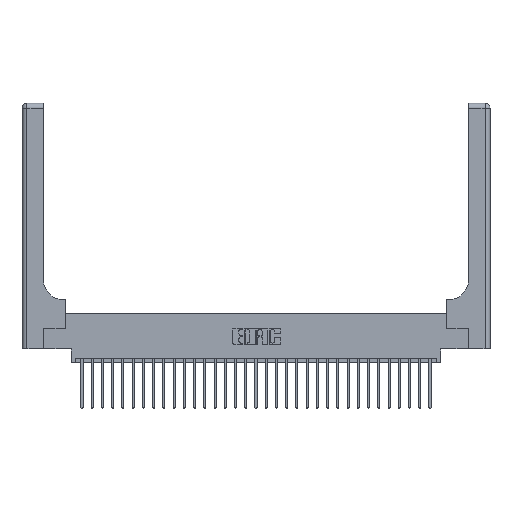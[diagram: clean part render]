
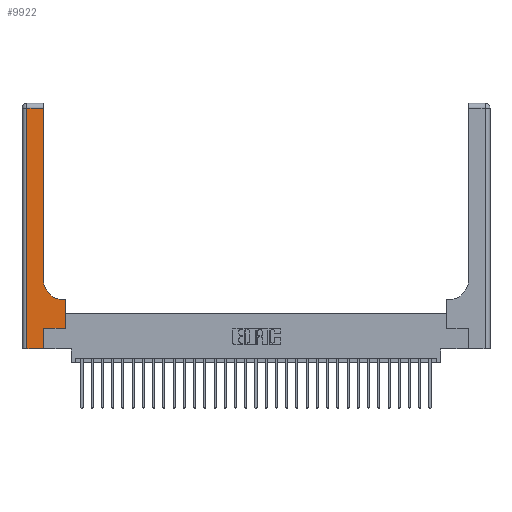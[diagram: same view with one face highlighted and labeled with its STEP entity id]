
A CAD part, top view. The second image highlights one B-rep face of the part: STEP entity #9922.
In plain terms, the highlighted planar face has unit normal (0, 0, 1).
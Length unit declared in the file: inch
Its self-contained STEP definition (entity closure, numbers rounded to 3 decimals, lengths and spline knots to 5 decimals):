
#74 = ORIENTED_EDGE ( 'NONE', *, *, #16849, .T. ) ;
#1414 = EDGE_CURVE ( 'NONE', #23312, #23376, #13982, .T. ) ;
#1668 = VECTOR ( 'NONE', #11809, 39.37008 ) ;
#1979 = VERTEX_POINT ( 'NONE', #19784 ) ;
#2968 = VECTOR ( 'NONE', #6579, 39.37008 ) ;
#3160 = EDGE_CURVE ( 'NONE', #21857, #1979, #13026, .T. ) ;
#4195 = ORIENTED_EDGE ( 'NONE', *, *, #3160, .T. ) ;
#4458 = VERTEX_POINT ( 'NONE', #8583 ) ;
#4630 = CARTESIAN_POINT ( 'NONE',  ( 0.265, 0., 0.37 ) ) ;
#4751 = AXIS2_PLACEMENT_3D ( 'NONE', #11799, #5048, #23769 ) ;
#4863 = VECTOR ( 'NONE', #13883, 39.37008 ) ;
#4953 = EDGE_CURVE ( 'NONE', #14792, #21111, #16140, .T. ) ;
#5048 = DIRECTION ( 'NONE',  ( 0., 0., -1. ) ) ;
#6579 = DIRECTION ( 'NONE',  ( 0., 1., 0. ) ) ;
#6717 = LINE ( 'NONE', #24538, #2968 ) ;
#7341 = VECTOR ( 'NONE', #21500, 39.37008 ) ;
#8583 = CARTESIAN_POINT ( 'NONE',  ( 0.26, 2.94, 0.37 ) ) ;
#8738 = VECTOR ( 'NONE', #13032, 39.37008 ) ;
#8806 = CARTESIAN_POINT ( 'NONE',  ( 0.265, 0., 0.37 ) ) ;
#9077 = ORIENTED_EDGE ( 'NONE', *, *, #18559, .T. ) ;
#9922 = ADVANCED_FACE ( 'NONE', ( #14640 ), #16735, .F. ) ;
#10940 = LINE ( 'NONE', #24561, #13058 ) ;
#11182 = EDGE_LOOP ( 'NONE', ( #14803, #25705, #4195, #21068, #18668, #27078, #12670, #9077, #74 ) ) ;
#11355 = CARTESIAN_POINT ( 'NONE',  ( 0., 0., 0.37 ) ) ;
#11799 = CARTESIAN_POINT ( 'NONE',  ( 0., 3., 0.37 ) ) ;
#11809 = DIRECTION ( 'NONE',  ( 1., 0., 0. ) ) ;
#12190 = CIRCLE ( 'NONE', #28896, 0.25 ) ;
#12364 = LINE ( 'NONE', #17156, #7341 ) ;
#12670 = ORIENTED_EDGE ( 'NONE', *, *, #1414, .T. ) ;
#12856 = EDGE_CURVE ( 'NONE', #1979, #14792, #16293, .T. ) ;
#13026 = LINE ( 'NONE', #15439, #17987 ) ;
#13032 = DIRECTION ( 'NONE',  ( -1., 0., 0. ) ) ;
#13058 = VECTOR ( 'NONE', #15442, 39.37008 ) ;
#13883 = DIRECTION ( 'NONE',  ( 0., 1., 0. ) ) ;
#13982 = LINE ( 'NONE', #17900, #18784 ) ;
#14043 = EDGE_CURVE ( 'NONE', #14621, #4458, #6717, .T. ) ;
#14621 = VERTEX_POINT ( 'NONE', #18916 ) ;
#14640 = FACE_OUTER_BOUND ( 'NONE', #11182, .T. ) ;
#14663 = EDGE_CURVE ( 'NONE', #21111, #23312, #10940, .T. ) ;
#14792 = VERTEX_POINT ( 'NONE', #4630 ) ;
#14803 = ORIENTED_EDGE ( 'NONE', *, *, #14043, .T. ) ;
#15253 = CARTESIAN_POINT ( 'NONE',  ( 0.51, 0.6, 0.37 ) ) ;
#15439 = CARTESIAN_POINT ( 'NONE',  ( 0.06, 3., 0.37 ) ) ;
#15442 = DIRECTION ( 'NONE',  ( 1., 0., 0. ) ) ;
#15803 = EDGE_CURVE ( 'NONE', #4458, #21857, #26368, .T. ) ;
#16140 = LINE ( 'NONE', #8806, #4863 ) ;
#16293 = LINE ( 'NONE', #11355, #1668 ) ;
#16735 = PLANE ( 'NONE',  #4751 ) ;
#16849 = EDGE_CURVE ( 'NONE', #27336, #14621, #12190, .T. ) ;
#17156 = CARTESIAN_POINT ( 'NONE',  ( 0.26, 0.6, 0.37 ) ) ;
#17900 = CARTESIAN_POINT ( 'NONE',  ( 0.528, 0.25, 0.37 ) ) ;
#17913 = CARTESIAN_POINT ( 'NONE',  ( 0.51, 0.85, 0.37 ) ) ;
#17987 = VECTOR ( 'NONE', #19779, 39.37008 ) ;
#18559 = EDGE_CURVE ( 'NONE', #23376, #27336, #12364, .T. ) ;
#18668 = ORIENTED_EDGE ( 'NONE', *, *, #4953, .T. ) ;
#18784 = VECTOR ( 'NONE', #24789, 39.37008 ) ;
#18916 = CARTESIAN_POINT ( 'NONE',  ( 0.26, 0.85, 0.37 ) ) ;
#19779 = DIRECTION ( 'NONE',  ( 0., -1., 0. ) ) ;
#19784 = CARTESIAN_POINT ( 'NONE',  ( 0.06, 0., 0.37 ) ) ;
#19946 = CARTESIAN_POINT ( 'NONE',  ( 0., 2.94, 0.37 ) ) ;
#20463 = DIRECTION ( 'NONE',  ( 0., 0., -1. ) ) ;
#21068 = ORIENTED_EDGE ( 'NONE', *, *, #12856, .T. ) ;
#21111 = VERTEX_POINT ( 'NONE', #21256 ) ;
#21256 = CARTESIAN_POINT ( 'NONE',  ( 0.265, 0.25, 0.37 ) ) ;
#21500 = DIRECTION ( 'NONE',  ( -1., 0., 0. ) ) ;
#21857 = VERTEX_POINT ( 'NONE', #23080 ) ;
#22341 = CARTESIAN_POINT ( 'NONE',  ( 0.528, 0.25, 0.37 ) ) ;
#22410 = DIRECTION ( 'NONE',  ( 1., 0., 0. ) ) ;
#23080 = CARTESIAN_POINT ( 'NONE',  ( 0.06, 2.94, 0.37 ) ) ;
#23312 = VERTEX_POINT ( 'NONE', #22341 ) ;
#23376 = VERTEX_POINT ( 'NONE', #23660 ) ;
#23660 = CARTESIAN_POINT ( 'NONE',  ( 0.528, 0.6, 0.37 ) ) ;
#23769 = DIRECTION ( 'NONE',  ( -1., 0., 0. ) ) ;
#24538 = CARTESIAN_POINT ( 'NONE',  ( 0.26, 3., 0.37 ) ) ;
#24561 = CARTESIAN_POINT ( 'NONE',  ( 0.265, 0.25, 0.37 ) ) ;
#24789 = DIRECTION ( 'NONE',  ( 0., 1., 0. ) ) ;
#25705 = ORIENTED_EDGE ( 'NONE', *, *, #15803, .T. ) ;
#26368 = LINE ( 'NONE', #19946, #8738 ) ;
#27078 = ORIENTED_EDGE ( 'NONE', *, *, #14663, .T. ) ;
#27336 = VERTEX_POINT ( 'NONE', #15253 ) ;
#28896 = AXIS2_PLACEMENT_3D ( 'NONE', #17913, #20463, #22410 ) ;
